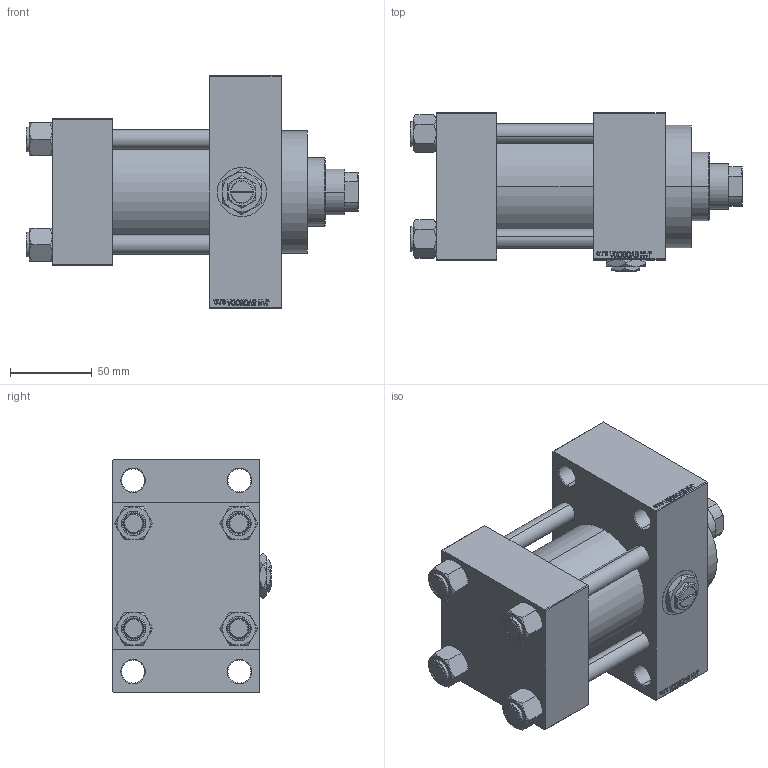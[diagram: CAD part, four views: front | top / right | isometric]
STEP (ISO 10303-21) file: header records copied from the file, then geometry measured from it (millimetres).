
FILE_DESCRIPTION (( 'STEP AP203' ), '1' );
FILE_NAME ('f271.STEP', '2025-09-29T13:14:25', ( '' ), ( '' ), 'SwSTEP 2.0', 'SolidWorks 2019', '' );
FILE_SCHEMA (( 'CONFIG_CONTROL_DESIGN' ));
Length unit declared in the file: millimetre
Products named in the file (7): V215CR_D_TYCINKA d8620b78b4e92b1d003f048dd90077df; V215CR_VCP_D d8620b78b4e92b1d003f048dd90077df; V215CR_D_Body d8620b78b4e92b1d003f048dd90077df; V215_VC_A d8620b78b4e92b1d003f048dd90077df; NUT_M5_D d8620b78b4e92b1d003f048dd90077df; Zatka_pro_OIL_PORT d8620b78b4e92b1d003f048dd90077df; f271
Assembly tree (12 placements, depth 2):
  f271
    V215CR_D_Body d8620b78b4e92b1d003f048dd90077df
    V215CR_VCP_D d8620b78b4e92b1d003f048dd90077df
    NUT_M5_D d8620b78b4e92b1d003f048dd90077df  x4
    V215CR_D_TYCINKA d8620b78b4e92b1d003f048dd90077df  x4
    V215_VC_A d8620b78b4e92b1d003f048dd90077df
    Zatka_pro_OIL_PORT d8620b78b4e92b1d003f048dd90077df
Bounding box: 203 x 97 x 142 mm (x, y, z)
Volume: 1101993.9 mm3; surface area: 200463.4 mm2
Topology: 12 solids, 12 shells, 1152 faces, 2866 edges, 1851 vertices
Faces by surface type: plane 521, bspline 368, cone 162, cylinder 93, torus 8
Entity records: 48965 total; most frequent: CARTESIAN_POINT 25653, ORIENTED_EDGE 5224, DIRECTION 3396, EDGE_CURVE 2612, VERTEX_POINT 1707, LINE 1544, VECTOR 1544, EDGE_LOOP 1167
